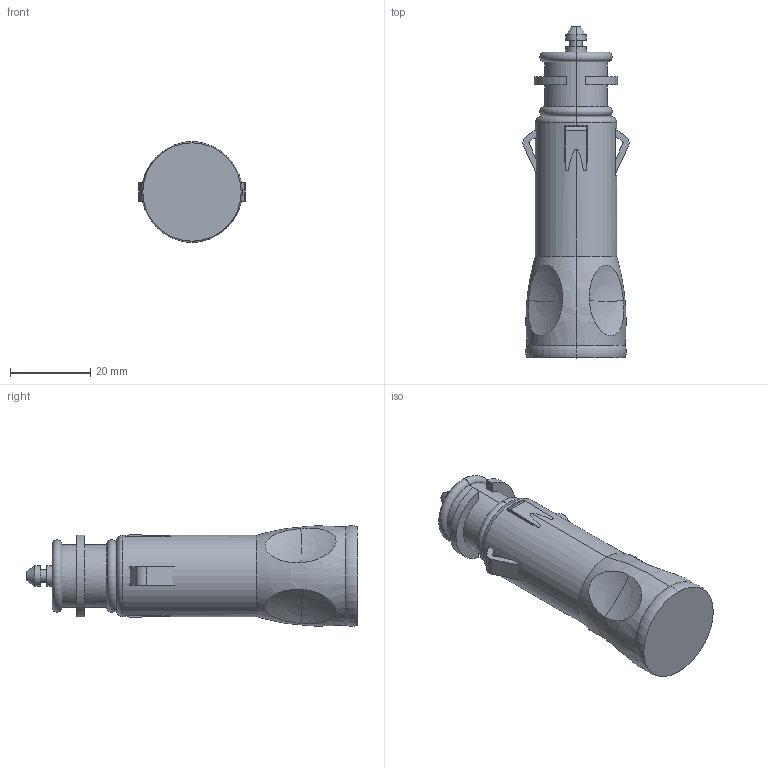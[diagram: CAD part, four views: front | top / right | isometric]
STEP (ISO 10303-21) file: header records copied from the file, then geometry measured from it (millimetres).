
FILE_DESCRIPTION (( 'STEP AP214' ), '1' );
FILE_NAME ('AP-124.STEP', '2019-11-25T20:04:57', ( '' ), ( '' ), 'SwSTEP 2.0', 'SolidWorks 2017', '' );
FILE_SCHEMA (( 'AUTOMOTIVE_DESIGN' ));
Length unit declared in the file: millimetre
Products named in the file (1): AP-124
Bounding box: 26.39 x 82.55 x 24.98 mm (x, y, z)
Volume: 24811.3 mm3; surface area: 7909.3 mm2
Topology: 5 solids, 5 shells, 103 faces, 249 edges, 158 vertices
Faces by surface type: plane 60, cylinder 23, torus 18, cone 2
Entity records: 3375 total; most frequent: CARTESIAN_POINT 867, DIRECTION 531, ORIENTED_EDGE 482, EDGE_CURVE 241, AXIS2_PLACEMENT_3D 198, VERTEX_POINT 158, VECTOR 135, LINE 135
